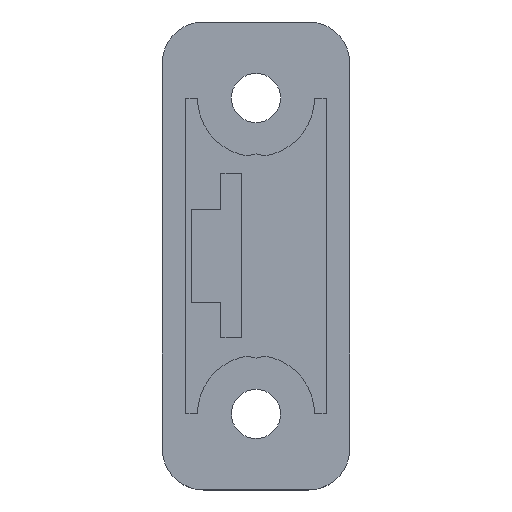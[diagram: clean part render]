
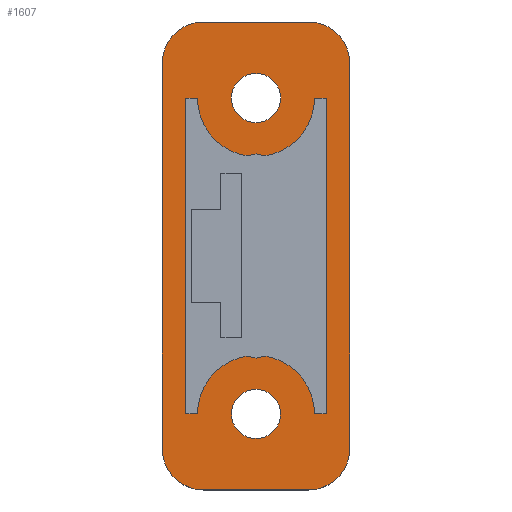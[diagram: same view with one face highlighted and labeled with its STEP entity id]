
A CAD part, top view. The second image highlights one B-rep face of the part: STEP entity #1607.
In plain terms, the highlighted planar face has unit normal (0, 0, 1).
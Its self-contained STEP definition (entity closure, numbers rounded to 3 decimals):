
#385=CARTESIAN_POINT('',(2.1,13.5,0.0));
#386=VERTEX_POINT('',#385);
#387=CARTESIAN_POINT('',(0.0,13.5,0.0));
#388=DIRECTION('',(0.0,0.0,-1.0));
#389=DIRECTION('',(-1.0,0.0,0.0));
#390=AXIS2_PLACEMENT_3D('',#387,#388,#389);
#391=CIRCLE('',#390,2.1);
#392=EDGE_CURVE('',#386,#386,#391,.T.);
#453=CARTESIAN_POINT('',(2.1,-13.5,0.0));
#454=VERTEX_POINT('',#453);
#455=CARTESIAN_POINT('',(0.0,-13.5,0.0));
#456=DIRECTION('',(0.0,0.0,-1.0));
#457=DIRECTION('',(-1.0,0.0,0.0));
#458=AXIS2_PLACEMENT_3D('',#455,#456,#457);
#459=CIRCLE('',#458,2.1);
#460=EDGE_CURVE('',#454,#454,#459,.T.);
#483=CARTESIAN_POINT('',(-6.,-13.5,0.0));
#484=VERTEX_POINT('',#483);
#491=CARTESIAN_POINT('',(-5.,-13.5,0.0));
#492=VERTEX_POINT('',#491);
#493=CARTESIAN_POINT('',(-5.,-13.5,0.0));
#494=DIRECTION('',(-1.0,0.0,0.0));
#495=VECTOR('',#494,1.0);
#496=LINE('',#493,#495);
#497=EDGE_CURVE('',#492,#484,#496,.T.);
#523=CARTESIAN_POINT('',(-0.75,-8.557,0.0));
#524=VERTEX_POINT('',#523);
#525=CARTESIAN_POINT('',(0.,-13.5,0.0));
#526=DIRECTION('',(0.0,0.0,1.0));
#527=DIRECTION('',(0.15,-0.989,0.0));
#528=AXIS2_PLACEMENT_3D('',#525,#526,#527);
#529=CIRCLE('',#528,5.0);
#530=EDGE_CURVE('',#524,#492,#529,.T.);
#555=CARTESIAN_POINT('',(0.0,-8.73,0.0));
#556=VERTEX_POINT('',#555);
#557=CARTESIAN_POINT('',(0.,-8.73,0.0));
#558=DIRECTION('',(-0.974,0.225,0.0));
#559=VECTOR('',#558,0.77);
#560=LINE('',#557,#559);
#561=EDGE_CURVE('',#556,#524,#560,.T.);
#586=CARTESIAN_POINT('',(0.75,-8.557,0.0));
#587=VERTEX_POINT('',#586);
#588=CARTESIAN_POINT('',(0.75,-8.557,0.0));
#589=DIRECTION('',(-0.974,-0.225,0.0));
#590=VECTOR('',#589,0.77);
#591=LINE('',#588,#590);
#592=EDGE_CURVE('',#587,#556,#591,.T.);
#618=CARTESIAN_POINT('',(5.0,-13.5,0.0));
#619=VERTEX_POINT('',#618);
#620=CARTESIAN_POINT('',(0.,-13.5,0.0));
#621=DIRECTION('',(0.0,0.0,1.0));
#622=DIRECTION('',(-1.0,0.0,0.0));
#623=AXIS2_PLACEMENT_3D('',#620,#621,#622);
#624=CIRCLE('',#623,5.0);
#625=EDGE_CURVE('',#619,#587,#624,.T.);
#650=CARTESIAN_POINT('',(6.,-13.5,0.0));
#651=VERTEX_POINT('',#650);
#652=CARTESIAN_POINT('',(6.,-13.5,0.0));
#653=DIRECTION('',(-1.0,0.0,0.0));
#654=VECTOR('',#653,1.);
#655=LINE('',#652,#654);
#656=EDGE_CURVE('',#651,#619,#655,.T.);
#681=CARTESIAN_POINT('',(6.,13.5,0.0));
#682=VERTEX_POINT('',#681);
#683=CARTESIAN_POINT('',(6.,13.5,0.0));
#684=DIRECTION('',(0.0,-1.0,0.0));
#685=VECTOR('',#684,27.);
#686=LINE('',#683,#685);
#687=EDGE_CURVE('',#682,#651,#686,.T.);
#712=CARTESIAN_POINT('',(5.0,13.5,0.0));
#713=VERTEX_POINT('',#712);
#714=CARTESIAN_POINT('',(5.0,13.5,0.0));
#715=DIRECTION('',(1.0,0.0,0.0));
#716=VECTOR('',#715,1.);
#717=LINE('',#714,#716);
#718=EDGE_CURVE('',#713,#682,#717,.T.);
#744=CARTESIAN_POINT('',(0.75,8.557,0.0));
#745=VERTEX_POINT('',#744);
#746=CARTESIAN_POINT('',(0.,13.5,0.0));
#747=DIRECTION('',(0.0,0.0,1.0));
#748=DIRECTION('',(-0.15,0.989,0.0));
#749=AXIS2_PLACEMENT_3D('',#746,#747,#748);
#750=CIRCLE('',#749,5.0);
#751=EDGE_CURVE('',#745,#713,#750,.T.);
#776=CARTESIAN_POINT('',(0.0,8.73,0.0));
#777=VERTEX_POINT('',#776);
#778=CARTESIAN_POINT('',(0.,8.73,0.0));
#779=DIRECTION('',(0.974,-0.225,0.0));
#780=VECTOR('',#779,0.77);
#781=LINE('',#778,#780);
#782=EDGE_CURVE('',#777,#745,#781,.T.);
#807=CARTESIAN_POINT('',(-0.75,8.557,0.0));
#808=VERTEX_POINT('',#807);
#809=CARTESIAN_POINT('',(-0.75,8.557,0.0));
#810=DIRECTION('',(0.974,0.225,0.0));
#811=VECTOR('',#810,0.77);
#812=LINE('',#809,#811);
#813=EDGE_CURVE('',#808,#777,#812,.T.);
#839=CARTESIAN_POINT('',(-5.,13.5,0.0));
#840=VERTEX_POINT('',#839);
#841=CARTESIAN_POINT('',(0.,13.5,0.0));
#842=DIRECTION('',(0.0,0.0,1.0));
#843=DIRECTION('',(1.0,0.0,0.0));
#844=AXIS2_PLACEMENT_3D('',#841,#842,#843);
#845=CIRCLE('',#844,5.0);
#846=EDGE_CURVE('',#840,#808,#845,.T.);
#871=CARTESIAN_POINT('',(-6.,13.5,0.0));
#872=VERTEX_POINT('',#871);
#873=CARTESIAN_POINT('',(-6.,13.5,0.0));
#874=DIRECTION('',(1.0,0.0,0.0));
#875=VECTOR('',#874,1.0);
#876=LINE('',#873,#875);
#877=EDGE_CURVE('',#872,#840,#876,.T.);
#900=CARTESIAN_POINT('',(-6.,-13.5,0.0));
#901=DIRECTION('',(0.0,1.0,0.0));
#902=VECTOR('',#901,27.);
#903=LINE('',#900,#902);
#904=EDGE_CURVE('',#484,#872,#903,.T.);
#1404=CARTESIAN_POINT('',(-8.,16.5,0.0));
#1405=VERTEX_POINT('',#1404);
#1412=CARTESIAN_POINT('',(-4.5,20.0,0.0));
#1413=VERTEX_POINT('',#1412);
#1414=CARTESIAN_POINT('',(-4.5,16.5,0.0));
#1415=DIRECTION('',(0.0,0.0,-1.0));
#1416=DIRECTION('',(-0.707,0.707,0.0));
#1417=AXIS2_PLACEMENT_3D('',#1414,#1415,#1416);
#1418=CIRCLE('',#1417,3.5);
#1419=EDGE_CURVE('',#1405,#1413,#1418,.T.);
#1436=CARTESIAN_POINT('',(-8.,-16.5,0.0));
#1437=VERTEX_POINT('',#1436);
#1444=CARTESIAN_POINT('',(-8.,-16.5,0.0));
#1445=DIRECTION('',(0.0,1.0,0.0));
#1446=VECTOR('',#1445,33.0);
#1447=LINE('',#1444,#1446);
#1448=EDGE_CURVE('',#1437,#1405,#1447,.T.);
#1460=CARTESIAN_POINT('',(-4.5,-20.0,0.0));
#1461=VERTEX_POINT('',#1460);
#1468=CARTESIAN_POINT('',(-4.5,-16.5,0.0));
#1469=DIRECTION('',(0.0,0.0,-1.0));
#1470=DIRECTION('',(-0.707,-0.707,0.0));
#1471=AXIS2_PLACEMENT_3D('',#1468,#1469,#1470);
#1472=CIRCLE('',#1471,3.5);
#1473=EDGE_CURVE('',#1461,#1437,#1472,.T.);
#1485=CARTESIAN_POINT('',(4.5,-20.0,0.0));
#1486=VERTEX_POINT('',#1485);
#1493=CARTESIAN_POINT('',(4.5,-20.0,0.0));
#1494=DIRECTION('',(-1.0,0.0,0.0));
#1495=VECTOR('',#1494,9.);
#1496=LINE('',#1493,#1495);
#1497=EDGE_CURVE('',#1486,#1461,#1496,.T.);
#1532=CARTESIAN_POINT('',(4.5,20.0,0.0));
#1533=VERTEX_POINT('',#1532);
#1534=CARTESIAN_POINT('',(-4.5,20.0,0.0));
#1535=DIRECTION('',(1.0,0.0,0.0));
#1536=VECTOR('',#1535,9.);
#1537=LINE('',#1534,#1536);
#1538=EDGE_CURVE('',#1413,#1533,#1537,.T.);
#1549=CARTESIAN_POINT('',(0.0,0.,0.0));
#1550=DIRECTION('',(0.0,0.0,1.0));
#1551=DIRECTION('',(1.0,0.0,0.0));
#1552=AXIS2_PLACEMENT_3D('',#1549,#1550,#1551);
#1553=PLANE('',#1552);
#1554=ORIENTED_EDGE('',*,*,#1419,.F.);
#1555=ORIENTED_EDGE('',*,*,#1448,.F.);
#1556=ORIENTED_EDGE('',*,*,#1473,.F.);
#1557=ORIENTED_EDGE('',*,*,#1497,.F.);
#1558=CARTESIAN_POINT('',(8.,-16.5,0.0));
#1559=VERTEX_POINT('',#1558);
#1560=CARTESIAN_POINT('',(4.5,-16.5,0.0));
#1561=DIRECTION('',(0.0,0.0,-1.0));
#1562=DIRECTION('',(0.707,-0.707,0.0));
#1563=AXIS2_PLACEMENT_3D('',#1560,#1561,#1562);
#1564=CIRCLE('',#1563,3.5);
#1565=EDGE_CURVE('',#1559,#1486,#1564,.T.);
#1566=ORIENTED_EDGE('',*,*,#1565,.F.);
#1567=CARTESIAN_POINT('',(8.,16.5,0.0));
#1568=VERTEX_POINT('',#1567);
#1569=CARTESIAN_POINT('',(8.,16.5,0.0));
#1570=DIRECTION('',(0.0,-1.0,0.0));
#1571=VECTOR('',#1570,33.0);
#1572=LINE('',#1569,#1571);
#1573=EDGE_CURVE('',#1568,#1559,#1572,.T.);
#1574=ORIENTED_EDGE('',*,*,#1573,.F.);
#1575=CARTESIAN_POINT('',(4.5,16.5,0.0));
#1576=DIRECTION('',(0.0,0.0,-1.0));
#1577=DIRECTION('',(0.707,0.707,0.0));
#1578=AXIS2_PLACEMENT_3D('',#1575,#1576,#1577);
#1579=CIRCLE('',#1578,3.5);
#1580=EDGE_CURVE('',#1533,#1568,#1579,.T.);
#1581=ORIENTED_EDGE('',*,*,#1580,.F.);
#1582=ORIENTED_EDGE('',*,*,#1538,.F.);
#1583=EDGE_LOOP('',(#1554,#1555,#1556,#1557,#1566,#1574,#1581,#1582));
#1584=FACE_OUTER_BOUND('',#1583,.T.);
#1585=ORIENTED_EDGE('',*,*,#392,.T.);
#1586=EDGE_LOOP('',(#1585));
#1587=FACE_BOUND('',#1586,.T.);
#1588=ORIENTED_EDGE('',*,*,#460,.T.);
#1589=EDGE_LOOP('',(#1588));
#1590=FACE_BOUND('',#1589,.T.);
#1591=ORIENTED_EDGE('',*,*,#497,.T.);
#1592=ORIENTED_EDGE('',*,*,#904,.T.);
#1593=ORIENTED_EDGE('',*,*,#877,.T.);
#1594=ORIENTED_EDGE('',*,*,#846,.T.);
#1595=ORIENTED_EDGE('',*,*,#813,.T.);
#1596=ORIENTED_EDGE('',*,*,#782,.T.);
#1597=ORIENTED_EDGE('',*,*,#751,.T.);
#1598=ORIENTED_EDGE('',*,*,#718,.T.);
#1599=ORIENTED_EDGE('',*,*,#687,.T.);
#1600=ORIENTED_EDGE('',*,*,#656,.T.);
#1601=ORIENTED_EDGE('',*,*,#625,.T.);
#1602=ORIENTED_EDGE('',*,*,#592,.T.);
#1603=ORIENTED_EDGE('',*,*,#561,.T.);
#1604=ORIENTED_EDGE('',*,*,#530,.T.);
#1605=EDGE_LOOP('',(#1591,#1592,#1593,#1594,#1595,#1596,#1597,#1598,#1599,#1600,#1601,#1602,#1603,#1604));
#1606=FACE_BOUND('',#1605,.T.);
#1607=ADVANCED_FACE('',(#1584,#1587,#1590,#1606),#1553,.T.);
